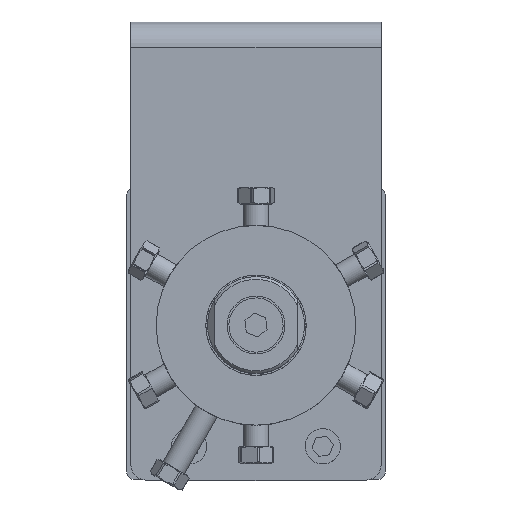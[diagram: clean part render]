
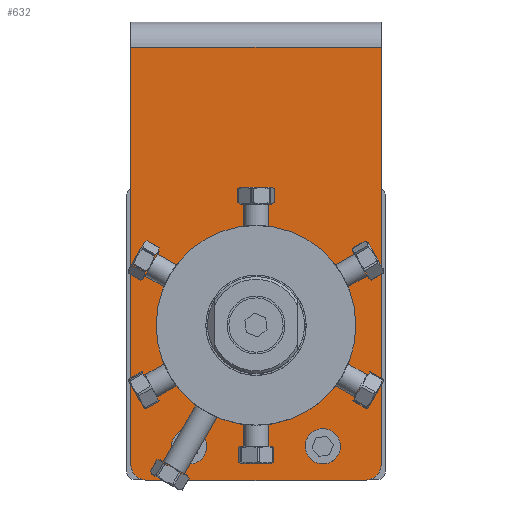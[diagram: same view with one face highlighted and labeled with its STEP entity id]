
A CAD part, top view. The second image highlights one B-rep face of the part: STEP entity #632.
In plain terms, the highlighted planar face has unit normal (0, 0, 1).
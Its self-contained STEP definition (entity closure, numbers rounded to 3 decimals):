
#215=CARTESIAN_POINT('',(44.768,-5.332,48.985));
#216=VERTEX_POINT('',#215);
#217=CARTESIAN_POINT('',(41.718,-8.382,48.985));
#218=VERTEX_POINT('',#217);
#219=CARTESIAN_POINT('',(41.718,-5.332,48.985));
#220=DIRECTION('',(0.,0.,-1.0));
#221=DIRECTION('',(0.707,-0.707,0.));
#222=AXIS2_PLACEMENT_3D('',#219,#220,#221);
#223=CIRCLE('',#222,3.05);
#224=EDGE_CURVE('',#216,#218,#223,.T.);
#259=CARTESIAN_POINT('',(0.193,-8.382,48.985));
#260=VERTEX_POINT('',#259);
#274=CARTESIAN_POINT('',(0.193,-8.382,48.985));
#275=DIRECTION('',(1.0,0.0,0.0));
#276=VECTOR('',#275,41.525);
#277=LINE('',#274,#276);
#278=EDGE_CURVE('',#260,#218,#277,.T.);
#288=CARTESIAN_POINT('',(44.768,73.96,48.985));
#289=VERTEX_POINT('',#288);
#299=CARTESIAN_POINT('',(44.768,-5.332,48.985));
#300=DIRECTION('',(0.0,1.0,0.0));
#301=VECTOR('',#300,79.292);
#302=LINE('',#299,#301);
#303=EDGE_CURVE('',#216,#289,#302,.T.);
#344=CARTESIAN_POINT('',(2.705,20.955,48.985));
#345=VERTEX_POINT('',#344);
#346=CARTESIAN_POINT('',(20.955,20.955,48.985));
#347=DIRECTION('',(0.0,0.0,-1.0));
#348=DIRECTION('',(-1.0,0.0,0.0));
#349=AXIS2_PLACEMENT_3D('',#346,#347,#348);
#350=CIRCLE('',#349,18.25);
#351=EDGE_CURVE('',#345,#345,#350,.T.);
#372=CARTESIAN_POINT('',(-2.857,-5.332,48.985));
#373=VERTEX_POINT('',#372);
#374=CARTESIAN_POINT('',(0.193,-5.332,48.985));
#375=DIRECTION('',(0.,0.,-1.0));
#376=DIRECTION('',(-0.707,-0.707,0.));
#377=AXIS2_PLACEMENT_3D('',#374,#375,#376);
#378=CIRCLE('',#377,3.05);
#379=EDGE_CURVE('',#260,#373,#378,.T.);
#582=CARTESIAN_POINT('',(-2.857,-8.382,48.985));
#583=DIRECTION('',(0.0,0.0,1.0));
#584=DIRECTION('',(-1.0,0.0,0.0));
#585=AXIS2_PLACEMENT_3D('',#582,#583,#584);
#586=PLANE('',#585);
#587=CARTESIAN_POINT('',(-2.857,73.96,48.985));
#588=VERTEX_POINT('',#587);
#589=CARTESIAN_POINT('',(-2.857,73.96,48.985));
#590=DIRECTION('',(1.0,0.0,0.0));
#591=VECTOR('',#590,47.625);
#592=LINE('',#589,#591);
#593=EDGE_CURVE('',#588,#289,#592,.T.);
#594=ORIENTED_EDGE('',*,*,#593,.F.);
#595=CARTESIAN_POINT('',(-2.857,-5.332,48.985));
#596=DIRECTION('',(0.0,1.0,0.0));
#597=VECTOR('',#596,79.292);
#598=LINE('',#595,#597);
#599=EDGE_CURVE('',#373,#588,#598,.T.);
#600=ORIENTED_EDGE('',*,*,#599,.F.);
#601=ORIENTED_EDGE('',*,*,#379,.F.);
#602=ORIENTED_EDGE('',*,*,#278,.T.);
#603=ORIENTED_EDGE('',*,*,#224,.F.);
#604=ORIENTED_EDGE('',*,*,#303,.T.);
#605=EDGE_LOOP('',(#594,#600,#601,#602,#603,#604));
#606=FACE_OUTER_BOUND('',#605,.T.);
#607=CARTESIAN_POINT('',(6.095,-1.956,48.985));
#608=VERTEX_POINT('',#607);
#609=CARTESIAN_POINT('',(8.255,-1.956,48.985));
#610=DIRECTION('',(0.0,0.0,-1.0));
#611=DIRECTION('',(-1.0,0.0,0.0));
#612=AXIS2_PLACEMENT_3D('',#609,#610,#611);
#613=CIRCLE('',#612,2.16);
#614=EDGE_CURVE('',#608,#608,#613,.T.);
#615=ORIENTED_EDGE('',*,*,#614,.T.);
#616=EDGE_LOOP('',(#615));
#617=FACE_BOUND('',#616,.T.);
#618=CARTESIAN_POINT('',(31.495,-1.956,48.985));
#619=VERTEX_POINT('',#618);
#620=CARTESIAN_POINT('',(33.655,-1.956,48.985));
#621=DIRECTION('',(0.0,0.0,-1.0));
#622=DIRECTION('',(-1.0,0.0,0.0));
#623=AXIS2_PLACEMENT_3D('',#620,#621,#622);
#624=CIRCLE('',#623,2.16);
#625=EDGE_CURVE('',#619,#619,#624,.T.);
#626=ORIENTED_EDGE('',*,*,#625,.T.);
#627=EDGE_LOOP('',(#626));
#628=FACE_BOUND('',#627,.T.);
#629=ORIENTED_EDGE('',*,*,#351,.T.);
#630=EDGE_LOOP('',(#629));
#631=FACE_BOUND('',#630,.T.);
#632=ADVANCED_FACE('',(#606,#617,#628,#631),#586,.T.);
